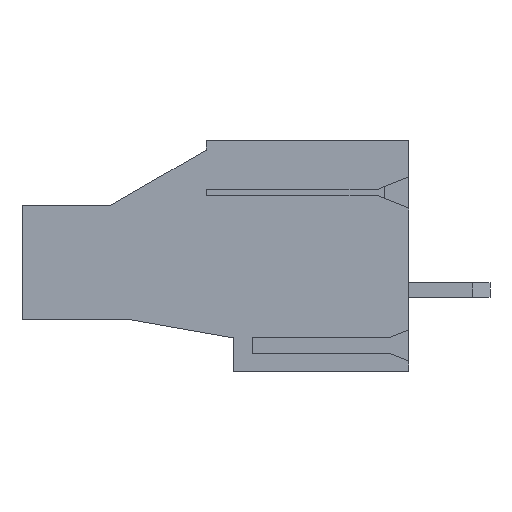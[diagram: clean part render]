
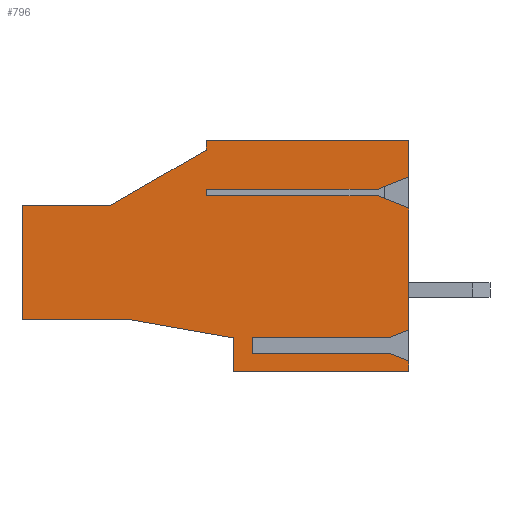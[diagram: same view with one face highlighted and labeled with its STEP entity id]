
A CAD part, left-side view. The second image highlights one B-rep face of the part: STEP entity #796.
In plain terms, the highlighted planar face has unit normal (-1, 0, 0).
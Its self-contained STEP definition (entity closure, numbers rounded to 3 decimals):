
#796 = ADVANCED_FACE( '', ( #1659 ), #1660, .T. );
#1659 = FACE_OUTER_BOUND( '', #2565, .T. );
#1660 = PLANE( '', #2566 );
#2565 = EDGE_LOOP( '', ( #4990, #4991, #4992, #4993, #4994, #4995, #4996, #4997, #4998, #4999, #5000, #5001, #5002, #5003, #5004, #5005, #5006, #5007, #5008, #5009, #5010, #5011 ) );
#2566 = AXIS2_PLACEMENT_3D( '', #5012, #5013, #5014 );
#4990 = ORIENTED_EDGE( '', *, *, #5976, .T. );
#4991 = ORIENTED_EDGE( '', *, *, #6422, .T. );
#4992 = ORIENTED_EDGE( '', *, *, #5756, .T. );
#4993 = ORIENTED_EDGE( '', *, *, #5653, .T. );
#4994 = ORIENTED_EDGE( '', *, *, #6423, .T. );
#4995 = ORIENTED_EDGE( '', *, *, #6320, .T. );
#4996 = ORIENTED_EDGE( '', *, *, #5676, .T. );
#4997 = ORIENTED_EDGE( '', *, *, #6313, .T. );
#4998 = ORIENTED_EDGE( '', *, *, #5638, .T. );
#4999 = ORIENTED_EDGE( '', *, *, #6054, .T. );
#5000 = ORIENTED_EDGE( '', *, *, #6424, .T. );
#5001 = ORIENTED_EDGE( '', *, *, #6409, .T. );
#5002 = ORIENTED_EDGE( '', *, *, #6112, .F. );
#5003 = ORIENTED_EDGE( '', *, *, #6425, .F. );
#5004 = ORIENTED_EDGE( '', *, *, #5745, .T. );
#5005 = ORIENTED_EDGE( '', *, *, #6051, .T. );
#5006 = ORIENTED_EDGE( '', *, *, #5834, .T. );
#5007 = ORIENTED_EDGE( '', *, *, #6426, .T. );
#5008 = ORIENTED_EDGE( '', *, *, #6427, .F. );
#5009 = ORIENTED_EDGE( '', *, *, #5822, .F. );
#5010 = ORIENTED_EDGE( '', *, *, #5442, .T. );
#5011 = ORIENTED_EDGE( '', *, *, #6055, .T. );
#5012 = CARTESIAN_POINT( '', ( -39.61, -83.045, -3.5 ) );
#5013 = DIRECTION( '', ( -1., 0., 0. ) );
#5014 = DIRECTION( '', ( 0., 1., 0. ) );
#5442 = EDGE_CURVE( '', #6530, #6528, #6531, .T. );
#5638 = EDGE_CURVE( '', #6875, #6873, #6876, .T. );
#5653 = EDGE_CURVE( '', #6896, #6900, #6902, .T. );
#5676 = EDGE_CURVE( '', #6931, #6939, #6941, .T. );
#5745 = EDGE_CURVE( '', #7055, #7056, #7057, .T. );
#5756 = EDGE_CURVE( '', #7071, #6896, #7074, .T. );
#5822 = EDGE_CURVE( '', #6530, #7179, #7180, .T. );
#5834 = EDGE_CURVE( '', #7200, #7198, #7201, .T. );
#5976 = EDGE_CURVE( '', #7415, #7417, #7419, .T. );
#6051 = EDGE_CURVE( '', #7056, #7200, #7533, .T. );
#6054 = EDGE_CURVE( '', #6873, #7536, #7538, .T. );
#6055 = EDGE_CURVE( '', #6528, #7415, #7539, .T. );
#6112 = EDGE_CURVE( '', #7618, #7620, #7621, .T. );
#6313 = EDGE_CURVE( '', #6939, #6875, #7876, .T. );
#6320 = EDGE_CURVE( '', #7882, #6931, #7884, .T. );
#6409 = EDGE_CURVE( '', #7984, #7620, #7985, .T. );
#6422 = EDGE_CURVE( '', #7417, #7071, #7998, .T. );
#6423 = EDGE_CURVE( '', #6900, #7882, #7999, .T. );
#6424 = EDGE_CURVE( '', #7536, #7984, #8000, .T. );
#6425 = EDGE_CURVE( '', #7055, #7618, #8001, .T. );
#6426 = EDGE_CURVE( '', #7198, #8002, #8003, .T. );
#6427 = EDGE_CURVE( '', #7179, #8002, #8004, .T. );
#6528 = VERTEX_POINT( '', #8124 );
#6530 = VERTEX_POINT( '', #8127 );
#6531 = LINE( '', #8128, #8129 );
#6873 = VERTEX_POINT( '', #8608 );
#6875 = VERTEX_POINT( '', #8611 );
#6876 = LINE( '', #8612, #8613 );
#6896 = VERTEX_POINT( '', #8642 );
#6900 = VERTEX_POINT( '', #8648 );
#6902 = LINE( '', #8651, #8652 );
#6931 = VERTEX_POINT( '', #8690 );
#6939 = VERTEX_POINT( '', #8703 );
#6941 = LINE( '', #8706, #8707 );
#7055 = VERTEX_POINT( '', #8867 );
#7056 = VERTEX_POINT( '', #8868 );
#7057 = LINE( '', #8869, #8870 );
#7071 = VERTEX_POINT( '', #8890 );
#7074 = LINE( '', #8895, #8896 );
#7179 = VERTEX_POINT( '', #9041 );
#7180 = LINE( '', #9042, #9043 );
#7198 = VERTEX_POINT( '', #9069 );
#7200 = VERTEX_POINT( '', #9072 );
#7201 = LINE( '', #9073, #9074 );
#7415 = VERTEX_POINT( '', #9388 );
#7417 = VERTEX_POINT( '', #9391 );
#7419 = LINE( '', #9394, #9395 );
#7533 = LINE( '', #9574, #9575 );
#7536 = VERTEX_POINT( '', #9579 );
#7538 = LINE( '', #9582, #9583 );
#7539 = LINE( '', #9584, #9585 );
#7618 = VERTEX_POINT( '', #9704 );
#7620 = VERTEX_POINT( '', #9707 );
#7621 = LINE( '', #9708, #9709 );
#7876 = LINE( '', #10100, #10101 );
#7882 = VERTEX_POINT( '', #10109 );
#7884 = LINE( '', #10112, #10113 );
#7984 = VERTEX_POINT( '', #10256 );
#7985 = LINE( '', #10257, #10258 );
#7998 = LINE( '', #10276, #10277 );
#7999 = LINE( '', #10278, #10279 );
#8000 = LINE( '', #10280, #10281 );
#8001 = LINE( '', #10282, #10283 );
#8002 = VERTEX_POINT( '', #10284 );
#8003 = LINE( '', #10285, #10286 );
#8004 = LINE( '', #10287, #10288 );
#8124 = CARTESIAN_POINT( '', ( -39.61, -104.045, -1.956 ) );
#8127 = CARTESIAN_POINT( '', ( -39.61, -102.375, -2.614 ) );
#8128 = CARTESIAN_POINT( '', ( -39.61, -85.344, -9.329 ) );
#8129 = VECTOR( '', #10383, 1000. );
#8608 = CARTESIAN_POINT( '', ( -39.61, -104.045, -12.5 ) );
#8611 = CARTESIAN_POINT( '', ( -39.61, -94.545, -12.5 ) );
#8612 = CARTESIAN_POINT( '', ( -39.61, -104.045, -12.5 ) );
#8613 = VECTOR( '', #10591, 1000. );
#8642 = CARTESIAN_POINT( '', ( -39.61, -87.849, -3.5 ) );
#8648 = CARTESIAN_POINT( '', ( -39.61, -83.045, -3.5 ) );
#8651 = CARTESIAN_POINT( '', ( -39.61, -83.045, -3.5 ) );
#8652 = VECTOR( '', #10604, 1000. );
#8690 = CARTESIAN_POINT( '', ( -39.61, -88.874, -9.7 ) );
#8703 = CARTESIAN_POINT( '', ( -39.61, -94.545, -10.7 ) );
#8706 = CARTESIAN_POINT( '', ( -39.61, -94.545, -10.7 ) );
#8707 = VECTOR( '', #10629, 1000. );
#8867 = CARTESIAN_POINT( '', ( -39.61, -103.045, -10.65 ) );
#8868 = CARTESIAN_POINT( '', ( -39.61, -104.045, -10.256 ) );
#8869 = CARTESIAN_POINT( '', ( -39.61, -88.176, -16.512 ) );
#8870 = VECTOR( '', #10697, 1000. );
#8890 = CARTESIAN_POINT( '', ( -39.61, -93.045, -0.5 ) );
#8895 = CARTESIAN_POINT( '', ( -39.61, -87.849, -3.5 ) );
#8896 = VECTOR( '', #10706, 1000. );
#9041 = CARTESIAN_POINT( '', ( -39.61, -93.045, -2.614 ) );
#9042 = CARTESIAN_POINT( '', ( -39.61, -104.045, -2.614 ) );
#9043 = VECTOR( '', #10771, 1000. );
#9069 = CARTESIAN_POINT( '', ( -39.61, -102.375, -2.986 ) );
#9072 = CARTESIAN_POINT( '', ( -39.61, -104.045, -3.644 ) );
#9073 = CARTESIAN_POINT( '', ( -39.61, -85.821, 3.541 ) );
#9074 = VECTOR( '', #10781, 1000. );
#9388 = CARTESIAN_POINT( '', ( -39.61, -104.045, 0. ) );
#9391 = CARTESIAN_POINT( '', ( -39.61, -93.045, 0. ) );
#9394 = CARTESIAN_POINT( '', ( -39.61, -93.045, 0. ) );
#9395 = VECTOR( '', #10914, 1000. );
#9574 = CARTESIAN_POINT( '', ( -39.61, -104.045, 0. ) );
#9575 = VECTOR( '', #10983, 1000. );
#9579 = CARTESIAN_POINT( '', ( -39.61, -104.045, -11.944 ) );
#9582 = CARTESIAN_POINT( '', ( -39.61, -104.045, 0. ) );
#9583 = VECTOR( '', #10986, 1000. );
#9584 = CARTESIAN_POINT( '', ( -39.61, -104.045, 0. ) );
#9585 = VECTOR( '', #10987, 1000. );
#9704 = CARTESIAN_POINT( '', ( -39.61, -95.545, -10.65 ) );
#9707 = CARTESIAN_POINT( '', ( -39.61, -95.545, -11.55 ) );
#9708 = CARTESIAN_POINT( '', ( -39.61, -95.545, -11.55 ) );
#9709 = VECTOR( '', #11032, 1000. );
#10100 = CARTESIAN_POINT( '', ( -39.61, -94.545, -12.5 ) );
#10101 = VECTOR( '', #11175, 1000. );
#10109 = CARTESIAN_POINT( '', ( -39.61, -83.045, -9.7 ) );
#10112 = CARTESIAN_POINT( '', ( -39.61, -88.874, -9.7 ) );
#10113 = VECTOR( '', #11179, 1000. );
#10256 = CARTESIAN_POINT( '', ( -39.61, -103.045, -11.55 ) );
#10257 = CARTESIAN_POINT( '', ( -39.61, -106.545, -11.55 ) );
#10258 = VECTOR( '', #11229, 1000. );
#10276 = CARTESIAN_POINT( '', ( -39.61, -93.045, -0.5 ) );
#10277 = VECTOR( '', #11235, 1000. );
#10278 = CARTESIAN_POINT( '', ( -39.61, -83.045, -9.7 ) );
#10279 = VECTOR( '', #11236, 1000. );
#10280 = CARTESIAN_POINT( '', ( -39.61, -82.989, -3.643 ) );
#10281 = VECTOR( '', #11237, 1000. );
#10282 = CARTESIAN_POINT( '', ( -39.61, -106.545, -10.65 ) );
#10283 = VECTOR( '', #11238, 1000. );
#10284 = CARTESIAN_POINT( '', ( -39.61, -93.045, -2.986 ) );
#10285 = CARTESIAN_POINT( '', ( -39.61, -83.045, -2.986 ) );
#10286 = VECTOR( '', #11239, 1000. );
#10287 = CARTESIAN_POINT( '', ( -39.61, -93.045, -3.25 ) );
#10288 = VECTOR( '', #11240, 1000. );
#10383 = DIRECTION( '', ( 0., -0.93, 0.367 ) );
#10591 = DIRECTION( '', ( 0., -1., 0. ) );
#10604 = DIRECTION( '', ( 0., 1., 0. ) );
#10629 = DIRECTION( '', ( 0., -0.985, -0.174 ) );
#10697 = DIRECTION( '', ( 0., -0.93, 0.367 ) );
#10706 = DIRECTION( '', ( 0., 0.866, -0.5 ) );
#10771 = DIRECTION( '', ( 0., 1., 0. ) );
#10781 = DIRECTION( '', ( 0., 0.93, 0.367 ) );
#10914 = DIRECTION( '', ( 0., 1., 0. ) );
#10983 = DIRECTION( '', ( 0., 0., 1. ) );
#10986 = DIRECTION( '', ( 0., 0., 1. ) );
#10987 = DIRECTION( '', ( 0., 0., 1. ) );
#11032 = DIRECTION( '', ( 0., 0., -1. ) );
#11175 = DIRECTION( '', ( 0., 0., -1. ) );
#11179 = DIRECTION( '', ( 0., -1., 0. ) );
#11229 = DIRECTION( '', ( 0., 1., 0. ) );
#11235 = DIRECTION( '', ( 0., 0., -1. ) );
#11236 = DIRECTION( '', ( 0., 0., -1. ) );
#11237 = DIRECTION( '', ( 0., 0.93, 0.367 ) );
#11238 = DIRECTION( '', ( 0., 1., 0. ) );
#11239 = DIRECTION( '', ( 0., 1., 0. ) );
#11240 = DIRECTION( '', ( 0., 0., -1. ) );
